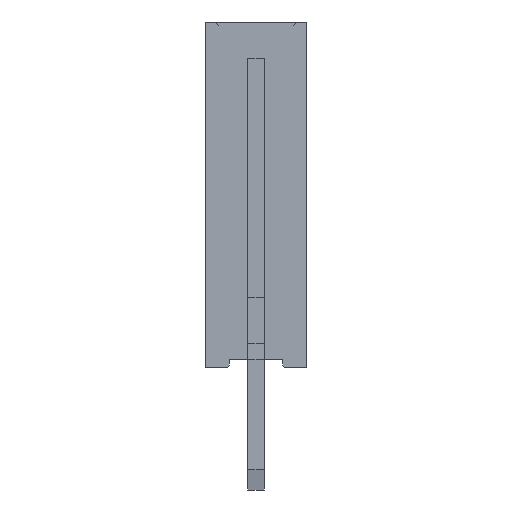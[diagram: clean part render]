
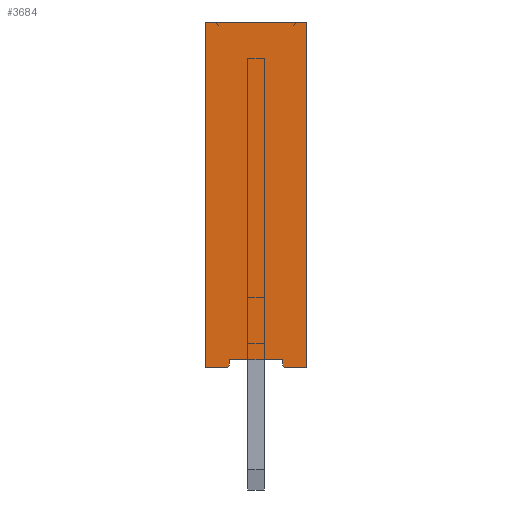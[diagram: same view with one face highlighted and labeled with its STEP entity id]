
A CAD part, front view. The second image highlights one B-rep face of the part: STEP entity #3684.
In plain terms, the highlighted planar face has unit normal (0, -1, 0).
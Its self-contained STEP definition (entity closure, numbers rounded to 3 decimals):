
#1068 = VERTEX_POINT('',#1069);
#1069 = CARTESIAN_POINT('',(-1.25,-87.63,0.));
#1075 = EDGE_CURVE('',#1076,#1068,#1078,.T.);
#1076 = VERTEX_POINT('',#1077);
#1077 = CARTESIAN_POINT('',(-0.75,-87.63,0.));
#1078 = LINE('',#1079,#1080);
#1079 = CARTESIAN_POINT('',(1.25,-87.63,0.));
#1080 = VECTOR('',#1081,1.);
#1081 = DIRECTION('',(-1.,0.,0.));
#1099 = EDGE_CURVE('',#1100,#1076,#1102,.T.);
#1100 = VERTEX_POINT('',#1101);
#1101 = CARTESIAN_POINT('',(-0.65,-87.63,0.1));
#1102 = CIRCLE('',#1103,0.1);
#1103 = AXIS2_PLACEMENT_3D('',#1104,#1105,#1106);
#1104 = CARTESIAN_POINT('',(-0.75,-87.63,0.1));
#1105 = DIRECTION('',(-0.,1.,0.));
#1106 = DIRECTION('',(1.,0.,0.));
#1124 = VERTEX_POINT('',#1125);
#1125 = CARTESIAN_POINT('',(-0.65,-87.63,0.2));
#1131 = EDGE_CURVE('',#1100,#1124,#1132,.T.);
#1132 = LINE('',#1133,#1134);
#1133 = CARTESIAN_POINT('',(-0.65,-87.63,0.1));
#1134 = VECTOR('',#1135,1.);
#1135 = DIRECTION('',(0.,0.,1.));
#1148 = VERTEX_POINT('',#1149);
#1149 = CARTESIAN_POINT('',(0.65,-87.63,0.2));
#1155 = EDGE_CURVE('',#1124,#1148,#1156,.T.);
#1156 = LINE('',#1157,#1158);
#1157 = CARTESIAN_POINT('',(0.95,-87.63,0.2));
#1158 = VECTOR('',#1159,1.);
#1159 = DIRECTION('',(1.,0.,0.));
#2362 = VERTEX_POINT('',#2363);
#2363 = CARTESIAN_POINT('',(0.65,-87.63,0.1));
#2369 = EDGE_CURVE('',#1148,#2362,#2370,.T.);
#2370 = LINE('',#2371,#2372);
#2371 = CARTESIAN_POINT('',(0.65,-87.63,0.05));
#2372 = VECTOR('',#2373,1.);
#2373 = DIRECTION('',(-0.,-0.,-1.));
#2386 = EDGE_CURVE('',#2387,#2362,#2389,.T.);
#2387 = VERTEX_POINT('',#2388);
#2388 = CARTESIAN_POINT('',(0.75,-87.63,0.));
#2389 = CIRCLE('',#2390,0.1);
#2390 = AXIS2_PLACEMENT_3D('',#2391,#2392,#2393);
#2391 = CARTESIAN_POINT('',(0.75,-87.63,0.1));
#2392 = DIRECTION('',(-0.,1.,0.));
#2393 = DIRECTION('',(1.,0.,0.));
#2411 = EDGE_CURVE('',#2412,#2387,#2414,.T.);
#2412 = VERTEX_POINT('',#2413);
#2413 = CARTESIAN_POINT('',(1.25,-87.63,0.));
#2414 = LINE('',#2415,#2416);
#2415 = CARTESIAN_POINT('',(1.25,-87.63,0.));
#2416 = VECTOR('',#2417,1.);
#2417 = DIRECTION('',(-1.,0.,0.));
#2435 = VERTEX_POINT('',#2436);
#2436 = CARTESIAN_POINT('',(1.25,-87.63,8.5));
#2442 = EDGE_CURVE('',#2412,#2435,#2443,.T.);
#2443 = LINE('',#2444,#2445);
#2444 = CARTESIAN_POINT('',(1.25,-87.63,0.));
#2445 = VECTOR('',#2446,1.);
#2446 = DIRECTION('',(0.,0.,1.));
#2459 = VERTEX_POINT('',#2460);
#2460 = CARTESIAN_POINT('',(-1.25,-87.63,8.5));
#2466 = EDGE_CURVE('',#2435,#2459,#2467,.T.);
#2467 = LINE('',#2468,#2469);
#2468 = CARTESIAN_POINT('',(1.25,-87.63,8.5));
#2469 = VECTOR('',#2470,1.);
#2470 = DIRECTION('',(-1.,0.,0.));
#3671 = EDGE_CURVE('',#1068,#2459,#3672,.T.);
#3672 = LINE('',#3673,#3674);
#3673 = CARTESIAN_POINT('',(-1.25,-87.63,0.));
#3674 = VECTOR('',#3675,1.);
#3675 = DIRECTION('',(0.,0.,1.));
#3684 = ADVANCED_FACE('',(#3685),#3697,.T.);
#3685 = FACE_BOUND('',#3686,.T.);
#3686 = EDGE_LOOP('',(#3687,#3688,#3689,#3690,#3691,#3692,#3693,#3694,
    #3695,#3696));
#3687 = ORIENTED_EDGE('',*,*,#2411,.F.);
#3688 = ORIENTED_EDGE('',*,*,#2442,.T.);
#3689 = ORIENTED_EDGE('',*,*,#2466,.T.);
#3690 = ORIENTED_EDGE('',*,*,#3671,.F.);
#3691 = ORIENTED_EDGE('',*,*,#1075,.F.);
#3692 = ORIENTED_EDGE('',*,*,#1099,.F.);
#3693 = ORIENTED_EDGE('',*,*,#1131,.T.);
#3694 = ORIENTED_EDGE('',*,*,#1155,.T.);
#3695 = ORIENTED_EDGE('',*,*,#2369,.T.);
#3696 = ORIENTED_EDGE('',*,*,#2386,.F.);
#3697 = PLANE('',#3698);
#3698 = AXIS2_PLACEMENT_3D('',#3699,#3700,#3701);
#3699 = CARTESIAN_POINT('',(1.25,-87.63,0.));
#3700 = DIRECTION('',(0.,-1.,0.));
#3701 = DIRECTION('',(-1.,0.,0.));
